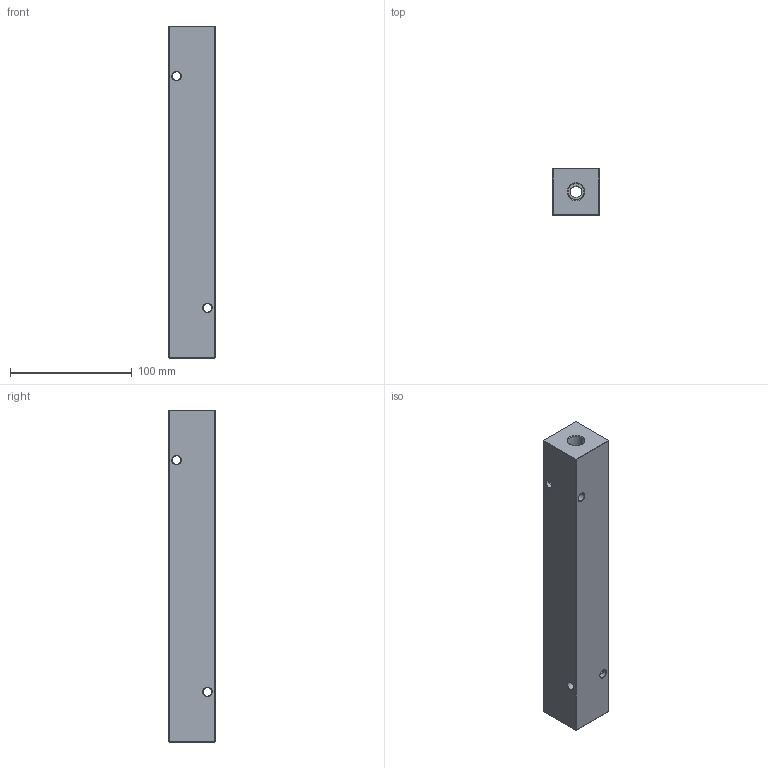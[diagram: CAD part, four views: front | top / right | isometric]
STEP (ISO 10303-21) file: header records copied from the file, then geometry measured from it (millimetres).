
FILE_DESCRIPTION (( 'STEP AP214' ), '1' );
FILE_NAME ('HM-7-0-P-4-4.STEP', '2020-02-28T16:07:15', ( '' ), ( '' ), 'SwSTEP 2.0', 'SolidWorks 2019', '' );
FILE_SCHEMA (( 'AUTOMOTIVE_DESIGN' ));
Length unit declared in the file: inch
Products named in the file (1): HM-7-0-P-4-4
Bounding box: 38.1 x 38.1 x 273.05 mm (x, y, z)
Volume: 357473.5 mm3; surface area: 58227.8 mm2
Topology: 1 solids, 1 shells, 487 faces, 1273 edges, 830 vertices
Faces by surface type: plane 258, bspline 159, cone 38, cylinder 32
Entity records: 28462 total; most frequent: CARTESIAN_POINT 11482, ORIENTED_EDGE 2546, DIRECTION 1659, EDGE_CURVE 1273, VERTEX_POINT 830, VECTOR 821, LINE 821, EDGE_LOOP 557
